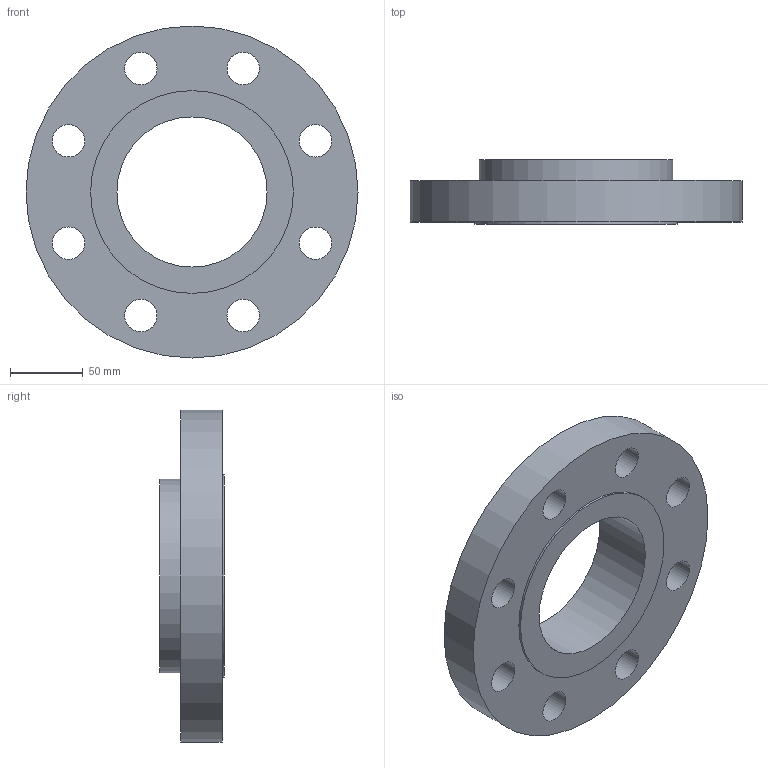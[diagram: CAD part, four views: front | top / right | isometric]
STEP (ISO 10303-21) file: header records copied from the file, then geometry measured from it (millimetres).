
FILE_DESCRIPTION(/* description */ (''),/* implementation_level */ '2;1');
FILE_NAME(/* name */ 'ANSI-B300-3.5S.stp',/* time_stamp */ '2023-11-07T09:30:50-05:00',/* author */ ('Admin'),/* organization */ ('Demo'),/* preprocessor_version */ 'ST-DEVELOPER v19',/* originating_system */ 'Autodesk Inventor 2023',/* authorisation */ '');
FILE_SCHEMA (('AUTOMOTIVE_DESIGN { 1 0 10303 214 3 1 1 }'));
Length unit declared in the file: inch
Products named in the file (1): ANSI-B300-3.5S
Bounding box: 228.6 x 44.51 x 228.6 mm (x, y, z)
Volume: 931205.2 mm3; surface area: 116651.5 mm2
Topology: 1 solids, 1 shells, 16 faces, 36 edges, 24 vertices
Faces by surface type: cylinder 12, plane 4
Full cylindrical faces by diameter (mm): 22.352 x8, 103.378 x1, 133.35 x1, 139.7 x1, 228.6 x1
Entity records: 545 total; most frequent: DIRECTION 94, CARTESIAN_POINT 77, ORIENTED_EDGE 72, AXIS2_PLACEMENT_3D 41, EDGE_LOOP 36, EDGE_CURVE 36, CIRCLE 24, VERTEX_POINT 24
